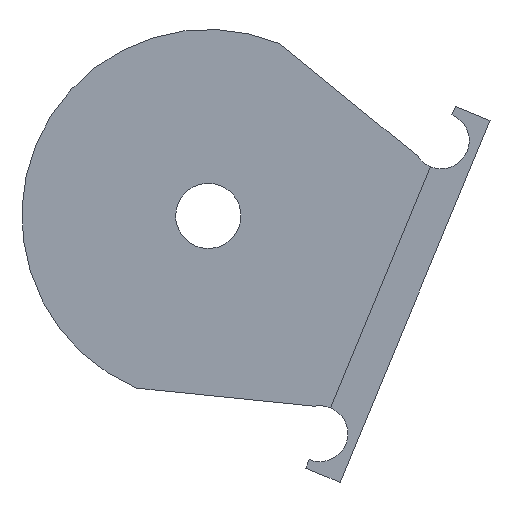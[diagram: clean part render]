
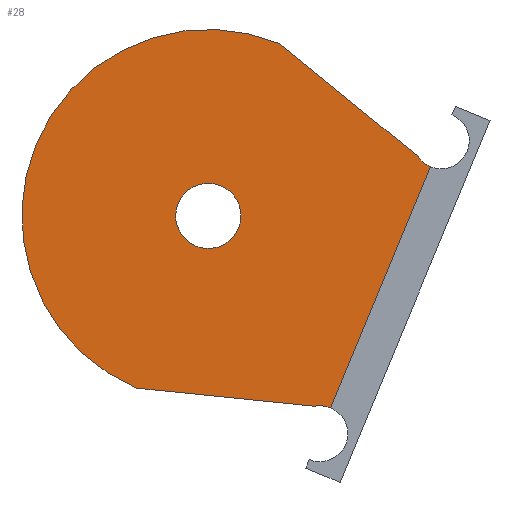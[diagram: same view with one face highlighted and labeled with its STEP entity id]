
A CAD part, left-side view. The second image highlights one B-rep face of the part: STEP entity #28.
In plain terms, the highlighted planar face has unit normal (-1, 0, 0).
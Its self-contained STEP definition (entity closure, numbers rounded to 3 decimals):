
#28=ADVANCED_FACE('',(#66,#47),#191,.T.);
#47=FACE_OUTER_BOUND('',#70,.F.);
#66=FACE_BOUND('',#69,.F.);
#69=EDGE_LOOP('',(#97,#98));
#70=EDGE_LOOP('',(#99,#100,#101,#102,#103,#104,#105));
#97=ORIENTED_EDGE('',*,*,#290,.T.);
#98=ORIENTED_EDGE('',*,*,#289,.T.);
#99=ORIENTED_EDGE('',*,*,#288,.F.);
#100=ORIENTED_EDGE('',*,*,#285,.T.);
#101=ORIENTED_EDGE('',*,*,#299,.T.);
#102=ORIENTED_EDGE('',*,*,#293,.F.);
#103=ORIENTED_EDGE('',*,*,#295,.F.);
#104=ORIENTED_EDGE('',*,*,#297,.T.);
#105=ORIENTED_EDGE('',*,*,#277,.T.);
#191=PLANE('',#426);
#214=LINE('',#616,#245);
#215=LINE('',#625,#246);
#217=LINE('',#627,#248);
#245=VECTOR('',#479,14.);
#246=VECTOR('',#496,9.578);
#248=VECTOR('',#498,9.578);
#277=EDGE_CURVE('',#368,#373,#326,.T.);
#285=EDGE_CURVE('',#366,#360,#332,.T.);
#288=EDGE_CURVE('',#366,#373,#214,.T.);
#289=EDGE_CURVE('',#359,#358,#334,.T.);
#290=EDGE_CURVE('',#358,#359,#335,.T.);
#293=EDGE_CURVE('',#355,#354,#338,.T.);
#295=EDGE_CURVE('',#351,#355,#340,.T.);
#297=EDGE_CURVE('',#351,#368,#215,.T.);
#299=EDGE_CURVE('',#360,#354,#217,.T.);
#326=CIRCLE('',#409,1.5);
#332=CIRCLE('',#415,1.5);
#334=CIRCLE('',#417,1.75);
#335=CIRCLE('',#418,1.75);
#338=CIRCLE('',#421,10.);
#340=CIRCLE('',#423,10.);
#351=VERTEX_POINT('',#574);
#354=VERTEX_POINT('',#577);
#355=VERTEX_POINT('',#578);
#358=VERTEX_POINT('',#581);
#359=VERTEX_POINT('',#582);
#360=VERTEX_POINT('',#583);
#366=VERTEX_POINT('',#589);
#368=VERTEX_POINT('',#591);
#373=VERTEX_POINT('',#596);
#409=AXIS2_PLACEMENT_3D('',#605,#460,#461);
#415=AXIS2_PLACEMENT_3D('',#613,#474,#475);
#417=AXIS2_PLACEMENT_3D('',#617,#480,#481);
#418=AXIS2_PLACEMENT_3D('',#618,#482,#483);
#421=AXIS2_PLACEMENT_3D('',#621,#488,#489);
#423=AXIS2_PLACEMENT_3D('',#623,#492,#493);
#426=AXIS2_PLACEMENT_3D('',#651,#523,#524);
#460=DIRECTION('',(-1.,0.,0.));
#461=DIRECTION('',(0.,0.828,-0.561));
#474=DIRECTION('',(-1.,0.,0.));
#475=DIRECTION('',(0.,-0.383,0.924));
#479=DIRECTION('',(0.,-0.383,0.924));
#480=DIRECTION('',(-1.,0.,0.));
#481=DIRECTION('',(0.,0.924,0.383));
#482=DIRECTION('',(-1.,0.,0.));
#483=DIRECTION('',(0.,-0.924,-0.383));
#488=DIRECTION('',(-1.,0.,0.));
#489=DIRECTION('',(0.,0.924,0.383));
#492=DIRECTION('',(-1.,0.,0.));
#493=DIRECTION('',(0.,-0.383,0.924));
#496=DIRECTION('',(0.,-0.775,-0.632));
#498=DIRECTION('',(0.,0.995,0.101));
#523=DIRECTION('',(-1.,0.,0.));
#524=DIRECTION('',(0.,-0.383,0.924));
#574=CARTESIAN_POINT('',(210.558,-52.453,120.474));
#577=CARTESIAN_POINT('',(210.558,-44.8,101.996));
#578=CARTESIAN_POINT('',(210.558,-39.388,115.062));
#581=CARTESIAN_POINT('',(210.558,-50.243,110.565));
#582=CARTESIAN_POINT('',(210.558,-47.01,111.905));
#583=CARTESIAN_POINT('',(210.558,-54.329,101.028));
#589=CARTESIAN_POINT('',(210.558,-55.186,100.941));
#591=CARTESIAN_POINT('',(210.558,-59.876,114.42));
#596=CARTESIAN_POINT('',(210.558,-60.544,113.875));
#605=CARTESIAN_POINT('',(210.558,-61.118,115.261));
#613=CARTESIAN_POINT('',(210.558,-54.612,99.555));
#616=CARTESIAN_POINT('',(210.558,-55.186,100.941));
#617=CARTESIAN_POINT('',(210.558,-48.626,111.235));
#618=CARTESIAN_POINT('',(210.558,-48.626,111.235));
#621=CARTESIAN_POINT('',(210.558,-48.626,111.235));
#623=CARTESIAN_POINT('',(210.558,-48.626,111.235));
#625=CARTESIAN_POINT('',(210.558,-52.453,120.474));
#627=CARTESIAN_POINT('',(210.558,-54.329,101.028));
#651=CARTESIAN_POINT('',(210.558,-54.147,97.908));
